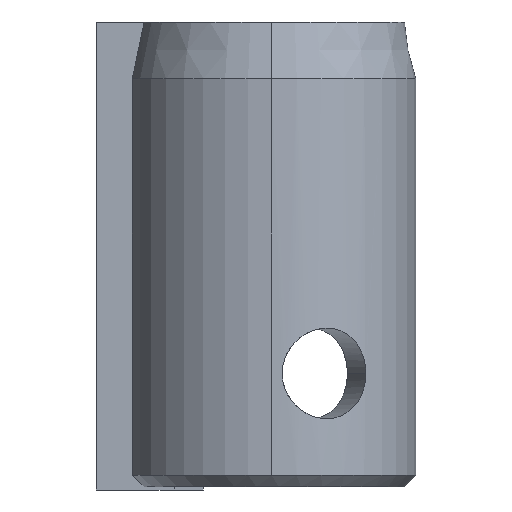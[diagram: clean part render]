
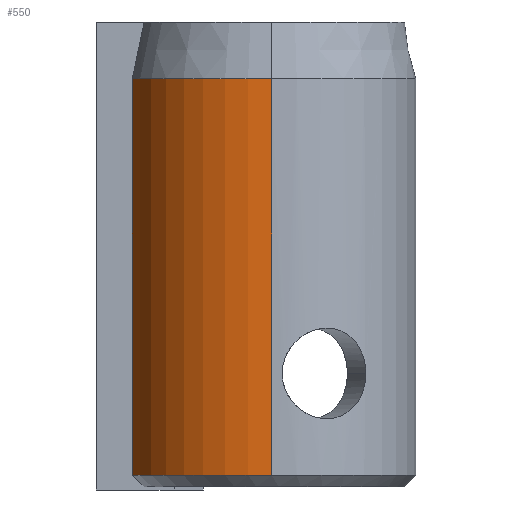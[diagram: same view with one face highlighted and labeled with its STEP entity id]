
A CAD part, left-side view. The second image highlights one B-rep face of the part: STEP entity #550.
In plain terms, the highlighted cylindrical face has radius 12.7 mm (diameter 25.4 mm), a partial arc.
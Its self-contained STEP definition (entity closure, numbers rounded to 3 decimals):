
#5 = AXIS2_PLACEMENT_3D ( 'NONE', #1127, #146, #580 ) ;
#64 = DIRECTION ( 'NONE',  ( 0., 0., -1. ) ) ;
#80 = LINE ( 'NONE', #290, #983 ) ;
#105 = DIRECTION ( 'NONE',  ( -1., 0., 0. ) ) ;
#128 = VERTEX_POINT ( 'NONE', #1148 ) ;
#144 = AXIS2_PLACEMENT_3D ( 'NONE', #1329, #786, #880 ) ;
#146 = DIRECTION ( 'NONE',  ( 0., 0., -1. ) ) ;
#149 = DIRECTION ( 'NONE',  ( 0., 0., -1. ) ) ;
#257 = LINE ( 'NONE', #671, #1405 ) ;
#284 = EDGE_LOOP ( 'NONE', ( #857, #557, #1234, #657 ) ) ;
#290 = CARTESIAN_POINT ( 'NONE',  ( -3.175, 12.297, 20.5 ) ) ;
#296 = EDGE_CURVE ( 'NONE', #829, #672, #257, .T. ) ;
#322 = CARTESIAN_POINT ( 'NONE',  ( -3.175, 12.297, 15.5 ) ) ;
#486 = CIRCLE ( 'NONE', #990, 12.7 ) ;
#507 = CARTESIAN_POINT ( 'NONE',  ( -12.7, 0., 15.5 ) ) ;
#550 = ADVANCED_FACE ( 'NONE', ( #1236 ), #687, .T. ) ;
#557 = ORIENTED_EDGE ( 'NONE', *, *, #1041, .T. ) ;
#580 = DIRECTION ( 'NONE',  ( -1., 0., 0. ) ) ;
#657 = ORIENTED_EDGE ( 'NONE', *, *, #1031, .T. ) ;
#671 = CARTESIAN_POINT ( 'NONE',  ( -12.7, 0., 20.5 ) ) ;
#672 = VERTEX_POINT ( 'NONE', #825 ) ;
#687 = CYLINDRICAL_SURFACE ( 'NONE', #5, 12.7 ) ;
#692 = CIRCLE ( 'NONE', #144, 12.7 ) ;
#769 = DIRECTION ( 'NONE',  ( 0., 0., 1. ) ) ;
#786 = DIRECTION ( 'NONE',  ( 0., 0., -1. ) ) ;
#825 = CARTESIAN_POINT ( 'NONE',  ( -12.7, 0., -19.5 ) ) ;
#829 = VERTEX_POINT ( 'NONE', #507 ) ;
#857 = ORIENTED_EDGE ( 'NONE', *, *, #296, .F. ) ;
#880 = DIRECTION ( 'NONE',  ( -1., 0., 0. ) ) ;
#983 = VECTOR ( 'NONE', #64, 1000. ) ;
#990 = AXIS2_PLACEMENT_3D ( 'NONE', #1418, #769, #105 ) ;
#1031 = EDGE_CURVE ( 'NONE', #128, #672, #486, .T. ) ;
#1038 = VERTEX_POINT ( 'NONE', #322 ) ;
#1041 = EDGE_CURVE ( 'NONE', #829, #1038, #692, .T. ) ;
#1127 = CARTESIAN_POINT ( 'NONE',  ( 0., 0., 20.5 ) ) ;
#1148 = CARTESIAN_POINT ( 'NONE',  ( -3.175, 12.297, -19.5 ) ) ;
#1234 = ORIENTED_EDGE ( 'NONE', *, *, #1331, .T. ) ;
#1236 = FACE_OUTER_BOUND ( 'NONE', #284, .T. ) ;
#1329 = CARTESIAN_POINT ( 'NONE',  ( 0., 0., 15.5 ) ) ;
#1331 = EDGE_CURVE ( 'NONE', #1038, #128, #80, .T. ) ;
#1405 = VECTOR ( 'NONE', #149, 1000. ) ;
#1418 = CARTESIAN_POINT ( 'NONE',  ( 0., 0., -19.5 ) ) ;
